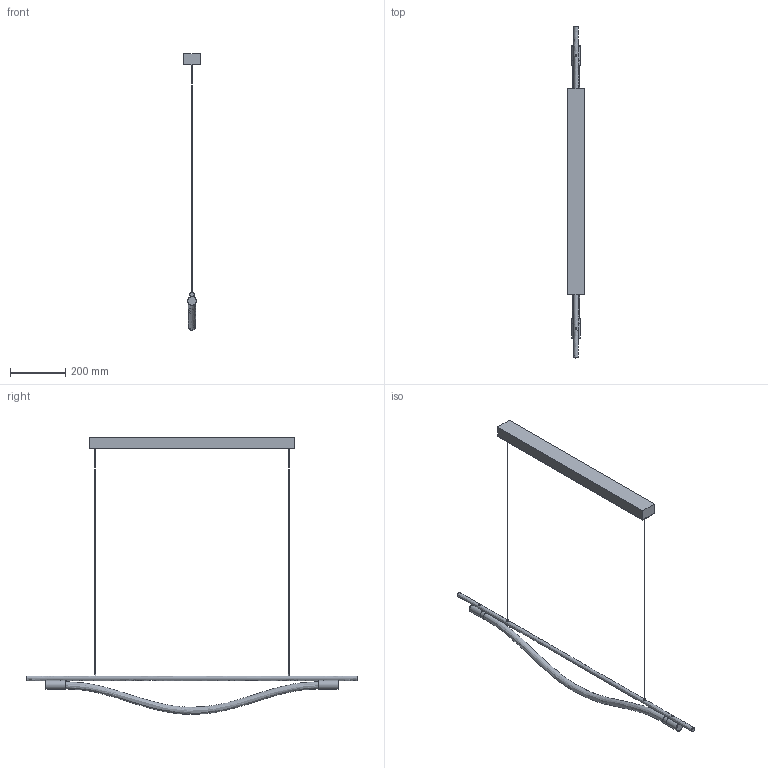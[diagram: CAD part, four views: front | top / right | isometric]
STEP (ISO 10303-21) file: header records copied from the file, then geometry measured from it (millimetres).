
FILE_DESCRIPTION(/* description */ (''),/* implementation_level */ '2;1');
FILE_NAME(/* name */ 'Bow120_3D_mm',/* time_stamp */ '2025-06-23T14:58:56-07:00',/* author */ (''),/* organization */ (''),/* preprocessor_version */ 'ST-DEVELOPER v16.5',/* originating_system */ '',/* authorisation */ '');
FILE_SCHEMA (('AUTOMOTIVE_DESIGN'));
Length unit declared in the file: millimetre
Products named in the file (2): Document; Bow silicone_BOW 120
Assembly tree (1 placements, depth 2):
  Document
    Bow silicone_BOW 120
Bounding box: 62 x 1200 x 1000.49 mm (x, y, z)
Volume: 2680327.2 mm3; surface area: 326958.1 mm2
Topology: 5 solids, 5 shells, 83 faces, 174 edges, 115 vertices
Faces by surface type: bspline 48, plane 35
Entity records: 3309 total; most frequent: CARTESIAN_POINT 2107, ORIENTED_EDGE 346, EDGE_CURVE 173, VERTEX_POINT 113, EDGE_LOOP 96, ADVANCED_FACE 83, FACE_OUTER_BOUND 83, B_SPLINE_CURVE_WITH_KNOTS 72
